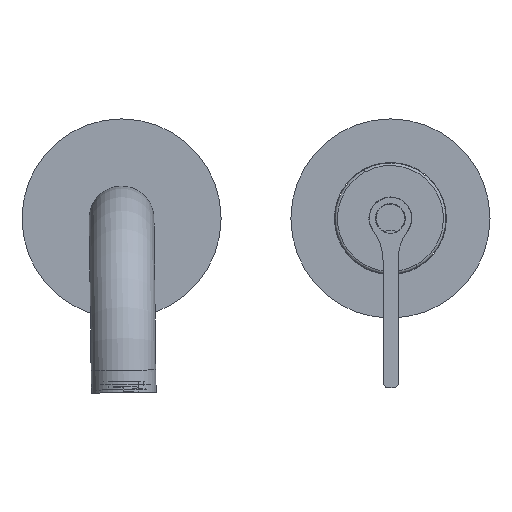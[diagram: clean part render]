
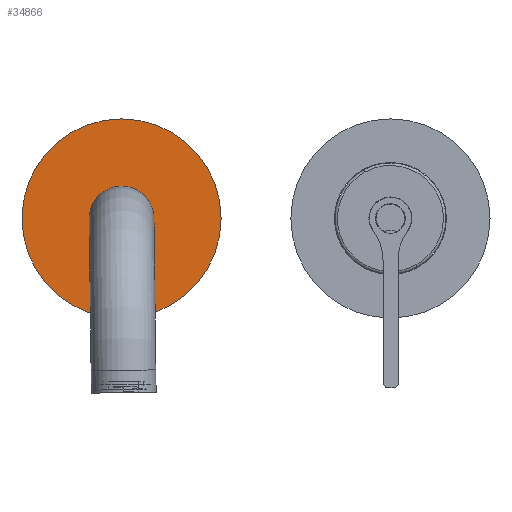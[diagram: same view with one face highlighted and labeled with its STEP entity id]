
A CAD part, front view. The second image highlights one B-rep face of the part: STEP entity #34866.
In plain terms, the highlighted planar face has unit normal (0, -1, 0).
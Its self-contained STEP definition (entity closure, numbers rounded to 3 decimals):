
#34736=CARTESIAN_POINT('Vertex',(-23.,-47.6,0.)) ;
#34750=CARTESIAN_POINT('Vertex',(-103.,-47.6,0.)) ;
#34753=CARTESIAN_POINT('Axis2P3D Location',(-63.,-47.6,0.)) ;
#34770=CARTESIAN_POINT('Axis2P3D Location',(-63.,-47.6,0.)) ;
#34787=CARTESIAN_POINT('Axis2P3D Location',(-63.,-47.6,0.)) ;
#34791=CARTESIAN_POINT('Vertex',(-70.25,-47.6,0.)) ;
#34793=CARTESIAN_POINT('Vertex',(-55.75,-47.6,0.)) ;
#34822=CARTESIAN_POINT('Axis2P3D Location',(-63.,-47.6,0.)) ;
#34853=CARTESIAN_POINT('Axis2P3D Location',(-63.,-47.6,0.)) ;
#34754=DIRECTION('Axis2P3D Direction',(0.,-1.,0.)) ;
#34771=DIRECTION('Axis2P3D Direction',(0.,-1.,0.)) ;
#34788=DIRECTION('Axis2P3D Direction',(0.,-1.,0.)) ;
#34823=DIRECTION('Axis2P3D Direction',(0.,-1.,0.)) ;
#34854=DIRECTION('Axis2P3D Direction',(0.,-1.,0.)) ;
#34855=DIRECTION('Axis2P3D XDirection',(1.,0.,0.)) ;
#34755=AXIS2_PLACEMENT_3D('Circle Axis2P3D',#34753,#34754,$) ;
#34772=AXIS2_PLACEMENT_3D('Circle Axis2P3D',#34770,#34771,$) ;
#34789=AXIS2_PLACEMENT_3D('Circle Axis2P3D',#34787,#34788,$) ;
#34824=AXIS2_PLACEMENT_3D('Circle Axis2P3D',#34822,#34823,$) ;
#34856=AXIS2_PLACEMENT_3D('Plane Axis2P3D',#34853,#34854,#34855) ;
#34756=CIRCLE('generated circle',#34755,40.) ;
#34773=CIRCLE('generated circle',#34772,40.) ;
#34790=CIRCLE('generated circle',#34789,7.25) ;
#34825=CIRCLE('generated circle',#34824,7.25) ;
#34857=PLANE('',#34856) ;
#34865=FACE_BOUND('',#34862,.T.) ;
#34757=EDGE_CURVE('',#34737,#34751,#34756,.T.) ;
#34774=EDGE_CURVE('',#34751,#34737,#34773,.T.) ;
#34795=EDGE_CURVE('',#34792,#34794,#34790,.T.) ;
#34826=EDGE_CURVE('',#34794,#34792,#34825,.T.) ;
#34859=ORIENTED_EDGE('',*,*,#34757,.T.) ;
#34860=ORIENTED_EDGE('',*,*,#34774,.T.) ;
#34863=ORIENTED_EDGE('',*,*,#34795,.F.) ;
#34864=ORIENTED_EDGE('',*,*,#34826,.F.) ;
#34858=EDGE_LOOP('',(#34859,#34860)) ;
#34862=EDGE_LOOP('',(#34863,#34864)) ;
#34737=VERTEX_POINT('',#34736) ;
#34751=VERTEX_POINT('',#34750) ;
#34792=VERTEX_POINT('',#34791) ;
#34794=VERTEX_POINT('',#34793) ;
#34866=ADVANCED_FACE('PR.0513.02_AllCATPart.1\\P46348.1\\PartBody',(#34861,#34865),#34857,.T.) ;
#34861=FACE_OUTER_BOUND('',#34858,.T.) ;
